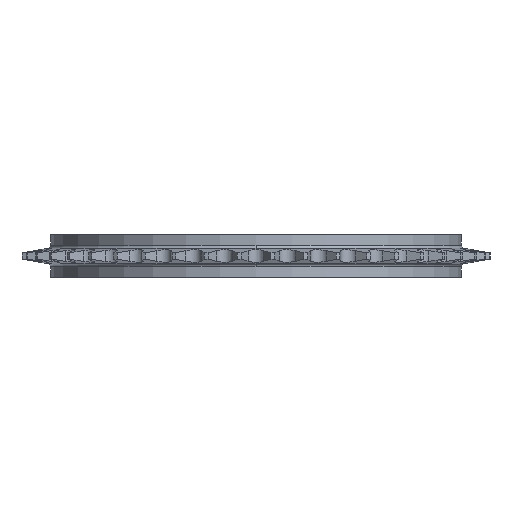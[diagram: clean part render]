
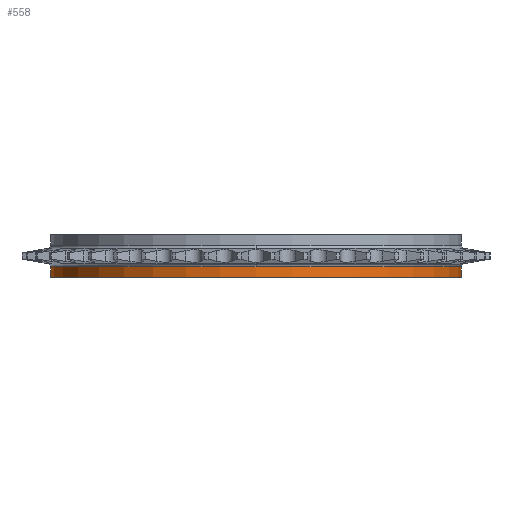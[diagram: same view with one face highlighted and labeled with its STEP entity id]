
A CAD part, front view. The second image highlights one B-rep face of the part: STEP entity #558.
In plain terms, the highlighted cylindrical face has radius 60.886 mm (diameter 121.772 mm), a partial arc.
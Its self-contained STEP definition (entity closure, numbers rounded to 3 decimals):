
#514 = VECTOR ( 'NONE', #28246, 1000. ) ;
#558 = ADVANCED_FACE ( 'NONE', ( #27336 ), #23225, .T. ) ;
#976 = ORIENTED_EDGE ( 'NONE', *, *, #24758, .T. ) ;
#1137 = DIRECTION ( 'NONE',  ( 0., 0., -1. ) ) ;
#1868 = EDGE_CURVE ( 'NONE', #18310, #10867, #9920, .T. ) ;
#2077 = VERTEX_POINT ( 'NONE', #15294 ) ;
#3991 = AXIS2_PLACEMENT_3D ( 'NONE', #12135, #7476, #4970 ) ;
#4153 = CARTESIAN_POINT ( 'NONE',  ( 0., -60.886, -3.227 ) ) ;
#4970 = DIRECTION ( 'NONE',  ( -1., 0., 0. ) ) ;
#5342 = CARTESIAN_POINT ( 'NONE',  ( 60.886, 0., -6.35 ) ) ;
#7476 = DIRECTION ( 'NONE',  ( 0., 0., -1. ) ) ;
#7758 = CIRCLE ( 'NONE', #24068, 60.886 ) ;
#7988 = EDGE_CURVE ( 'NONE', #9975, #18310, #17124, .T. ) ;
#8088 = DIRECTION ( 'NONE',  ( 0., -1., 0. ) ) ;
#8338 = DIRECTION ( 'NONE',  ( 0., 0., -1. ) ) ;
#8424 = ORIENTED_EDGE ( 'NONE', *, *, #7988, .T. ) ;
#8930 = EDGE_LOOP ( 'NONE', ( #16667, #976, #8424, #10480, #14274 ) ) ;
#9586 = CARTESIAN_POINT ( 'NONE',  ( -60.886, 0., -6.35 ) ) ;
#9806 = VERTEX_POINT ( 'NONE', #5342 ) ;
#9920 = LINE ( 'NONE', #18681, #23211 ) ;
#9975 = VERTEX_POINT ( 'NONE', #4153 ) ;
#10480 = ORIENTED_EDGE ( 'NONE', *, *, #1868, .T. ) ;
#10867 = VERTEX_POINT ( 'NONE', #9586 ) ;
#11577 = EDGE_CURVE ( 'NONE', #2077, #9806, #22081, .T. ) ;
#12135 = CARTESIAN_POINT ( 'NONE',  ( 0., 0., 6.35 ) ) ;
#12807 = AXIS2_PLACEMENT_3D ( 'NONE', #19419, #8338, #26164 ) ;
#13035 = CARTESIAN_POINT ( 'NONE',  ( 60.886, 0., 6.35 ) ) ;
#14043 = DIRECTION ( 'NONE',  ( 0., 0., 1. ) ) ;
#14274 = ORIENTED_EDGE ( 'NONE', *, *, #26564, .T. ) ;
#15294 = CARTESIAN_POINT ( 'NONE',  ( 60.886, 0., -3.227 ) ) ;
#15959 = DIRECTION ( 'NONE',  ( 1., 0., 0. ) ) ;
#16667 = ORIENTED_EDGE ( 'NONE', *, *, #11577, .F. ) ;
#17124 = CIRCLE ( 'NONE', #21786, 60.886 ) ;
#18310 = VERTEX_POINT ( 'NONE', #28521 ) ;
#18681 = CARTESIAN_POINT ( 'NONE',  ( -60.886, 0., 6.35 ) ) ;
#19419 = CARTESIAN_POINT ( 'NONE',  ( 0., 0., -3.227 ) ) ;
#20741 = CIRCLE ( 'NONE', #12807, 60.886 ) ;
#21786 = AXIS2_PLACEMENT_3D ( 'NONE', #23851, #28247, #8088 ) ;
#22081 = LINE ( 'NONE', #13035, #514 ) ;
#23211 = VECTOR ( 'NONE', #1137, 1000. ) ;
#23225 = CYLINDRICAL_SURFACE ( 'NONE', #3991, 60.886 ) ;
#23851 = CARTESIAN_POINT ( 'NONE',  ( 0., 0., -3.227 ) ) ;
#24068 = AXIS2_PLACEMENT_3D ( 'NONE', #25152, #14043, #15959 ) ;
#24758 = EDGE_CURVE ( 'NONE', #2077, #9975, #20741, .T. ) ;
#25152 = CARTESIAN_POINT ( 'NONE',  ( 0., 0., -6.35 ) ) ;
#26164 = DIRECTION ( 'NONE',  ( 0., -1., 0. ) ) ;
#26564 = EDGE_CURVE ( 'NONE', #10867, #9806, #7758, .T. ) ;
#27336 = FACE_OUTER_BOUND ( 'NONE', #8930, .T. ) ;
#28246 = DIRECTION ( 'NONE',  ( 0., 0., -1. ) ) ;
#28247 = DIRECTION ( 'NONE',  ( 0., 0., -1. ) ) ;
#28521 = CARTESIAN_POINT ( 'NONE',  ( -60.886, 0., -3.227 ) ) ;
